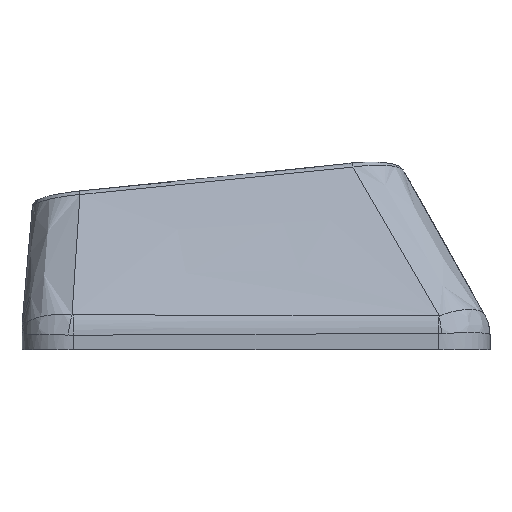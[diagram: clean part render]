
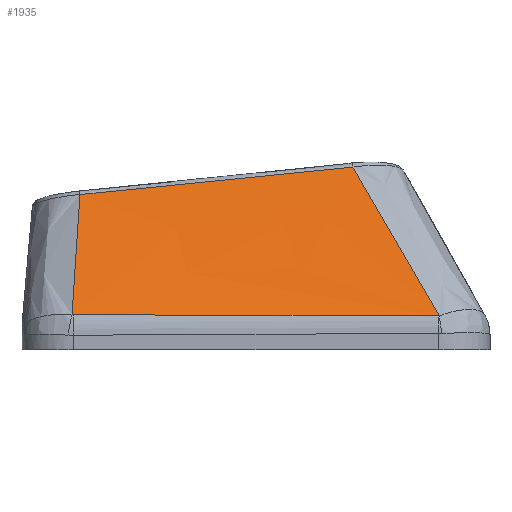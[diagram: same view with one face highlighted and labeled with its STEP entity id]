
A CAD part, left-side view. The second image highlights one B-rep face of the part: STEP entity #1935.
In plain terms, the highlighted free-form (B-spline) face has degree [3, 3] with [4, 4] control points.
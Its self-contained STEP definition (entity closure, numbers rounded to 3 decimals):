
#356=FACE_OUTER_BOUND('',#460,.T.);
#460=EDGE_LOOP('',(#1777,#1778,#1779,#1780,#1781,#1782));
#577=B_SPLINE_CURVE_WITH_KNOTS('',3,(#3950,#3951,#3952,#3953),
 .UNSPECIFIED.,.F.,.F.,(4,4),(0.,0.005),.UNSPECIFIED.);
#579=B_SPLINE_CURVE_WITH_KNOTS('',3,(#3977,#3978,#3979,#3980),
 .UNSPECIFIED.,.F.,.F.,(4,4),(0.,1.416),.UNSPECIFIED.);
#581=B_SPLINE_CURVE_WITH_KNOTS('',3,(#4004,#4005,#4006,#4007),
 .UNSPECIFIED.,.F.,.F.,(4,4),(0.,0.003),.UNSPECIFIED.);
#616=B_SPLINE_CURVE_WITH_KNOTS('',3,(#4779,#4780,#4781,#4782),
 .UNSPECIFIED.,.F.,.F.,(4,4),(0.,1.065),.UNSPECIFIED.);
#618=B_SPLINE_CURVE_WITH_KNOTS('',3,(#4891,#4892,#4893,#4894),
 .UNSPECIFIED.,.F.,.F.,(4,4),(-0.57,-0.02),
 .UNSPECIFIED.);
#644=B_SPLINE_CURVE_WITH_KNOTS('',3,(#5386,#5387,#5388,#5389,#5390,#5391,
#5392,#5393,#5394,#5395,#5396,#5397,#5398,#5399,#5400,#5401,#5402,#5403,
#5404),.UNSPECIFIED.,.F.,.F.,(4,3,3,3,3,3,4),(0.026,0.174,
0.323,0.397,0.566,0.735,
0.755),.UNSPECIFIED.);
#763=VERTEX_POINT('',#3918);
#765=VERTEX_POINT('',#3948);
#767=VERTEX_POINT('',#3975);
#769=VERTEX_POINT('',#4002);
#848=VERTEX_POINT('',#4750);
#849=VERTEX_POINT('',#4777);
#996=EDGE_CURVE('',#765,#763,#577,.T.);
#999=EDGE_CURVE('',#767,#765,#579,.T.);
#1002=EDGE_CURVE('',#769,#767,#581,.T.);
#1126=EDGE_CURVE('',#848,#849,#616,.T.);
#1130=EDGE_CURVE('',#763,#848,#618,.T.);
#1176=EDGE_CURVE('',#849,#769,#644,.T.);
#1777=ORIENTED_EDGE('',*,*,#1002,.F.);
#1778=ORIENTED_EDGE('',*,*,#1176,.F.);
#1779=ORIENTED_EDGE('',*,*,#1126,.F.);
#1780=ORIENTED_EDGE('',*,*,#1130,.F.);
#1781=ORIENTED_EDGE('',*,*,#996,.F.);
#1782=ORIENTED_EDGE('',*,*,#999,.F.);
#1831=B_SPLINE_SURFACE_WITH_KNOTS('',3,3,((#5370,#5371,#5372,#5373),(#5374,
#5375,#5376,#5377),(#5378,#5379,#5380,#5381),(#5382,#5383,#5384,#5385)),
 .UNSPECIFIED.,.F.,.F.,.F.,(4,4),(4,4),(0.099,0.893),
(0.032,0.95),.UNSPECIFIED.);
#1935=ADVANCED_FACE('',(#356),#1831,.T.);
#3918=CARTESIAN_POINT('',(-11.231,7.14,0.369));
#3948=CARTESIAN_POINT('',(-11.234,7.085,0.364));
#3950=CARTESIAN_POINT('Ctrl Pts',(-11.234,7.085,0.364));
#3951=CARTESIAN_POINT('Ctrl Pts',(-11.234,7.103,0.364));
#3952=CARTESIAN_POINT('Ctrl Pts',(-11.233,7.122,0.366));
#3953=CARTESIAN_POINT('Ctrl Pts',(-11.231,7.14,0.369));
#3975=CARTESIAN_POINT('',(-11.299,-7.078,0.319));
#3977=CARTESIAN_POINT('Ctrl Pts',(-11.299,-7.078,0.319));
#3978=CARTESIAN_POINT('Ctrl Pts',(-11.283,-2.357,0.333));
#3979=CARTESIAN_POINT('Ctrl Pts',(-11.262,2.364,0.348));
#3980=CARTESIAN_POINT('Ctrl Pts',(-11.234,7.085,0.364));
#4002=CARTESIAN_POINT('',(-11.299,-7.11,0.321));
#4004=CARTESIAN_POINT('Ctrl Pts',(-11.299,-7.11,0.321));
#4005=CARTESIAN_POINT('Ctrl Pts',(-11.299,-7.099,0.32));
#4006=CARTESIAN_POINT('Ctrl Pts',(-11.3,-7.089,0.319));
#4007=CARTESIAN_POINT('Ctrl Pts',(-11.299,-7.078,0.319));
#4750=CARTESIAN_POINT('',(-8.343,6.832,5.027));
#4777=CARTESIAN_POINT('',(-8.346,-3.761,6.093));
#4779=CARTESIAN_POINT('Ctrl Pts',(-8.343,6.832,5.027));
#4780=CARTESIAN_POINT('Ctrl Pts',(-8.345,3.301,5.382));
#4781=CARTESIAN_POINT('Ctrl Pts',(-8.346,-0.23,5.737));
#4782=CARTESIAN_POINT('Ctrl Pts',(-8.346,-3.761,6.093));
#4891=CARTESIAN_POINT('Ctrl Pts',(-11.231,7.14,0.369));
#4892=CARTESIAN_POINT('Ctrl Pts',(-10.264,7.031,1.92));
#4893=CARTESIAN_POINT('Ctrl Pts',(-9.3,6.927,3.472));
#4894=CARTESIAN_POINT('Ctrl Pts',(-8.343,6.832,5.027));
#5370=CARTESIAN_POINT('Ctrl Pts',(-8.343,-4.134,6.138));
#5371=CARTESIAN_POINT('Ctrl Pts',(-9.328,-5.126,4.199));
#5372=CARTESIAN_POINT('Ctrl Pts',(-10.314,-6.119,2.259));
#5373=CARTESIAN_POINT('Ctrl Pts',(-11.3,-7.111,0.319));
#5374=CARTESIAN_POINT('Ctrl Pts',(-8.343,-0.376,
5.757));
#5375=CARTESIAN_POINT('Ctrl Pts',(-9.328,-1.038,3.938));
#5376=CARTESIAN_POINT('Ctrl Pts',(-10.314,-1.699,2.119));
#5377=CARTESIAN_POINT('Ctrl Pts',(-11.3,-2.361,0.299));
#5378=CARTESIAN_POINT('Ctrl Pts',(-8.343,3.381,5.377));
#5379=CARTESIAN_POINT('Ctrl Pts',(-9.328,3.051,3.678));
#5380=CARTESIAN_POINT('Ctrl Pts',(-10.314,2.72,1.979));
#5381=CARTESIAN_POINT('Ctrl Pts',(-11.3,2.389,0.28));
#5382=CARTESIAN_POINT('Ctrl Pts',(-8.343,7.139,4.996));
#5383=CARTESIAN_POINT('Ctrl Pts',(-9.328,7.139,3.417));
#5384=CARTESIAN_POINT('Ctrl Pts',(-10.314,7.139,1.839));
#5385=CARTESIAN_POINT('Ctrl Pts',(-11.3,7.14,0.26));
#5386=CARTESIAN_POINT('Ctrl Pts',(-8.346,-3.761,6.093));
#5387=CARTESIAN_POINT('Ctrl Pts',(-8.547,-3.989,5.704));
#5388=CARTESIAN_POINT('Ctrl Pts',(-8.748,-4.216,5.314));
#5389=CARTESIAN_POINT('Ctrl Pts',(-8.948,-4.443,4.924));
#5390=CARTESIAN_POINT('Ctrl Pts',(-9.149,-4.671,4.533));
#5391=CARTESIAN_POINT('Ctrl Pts',(-9.349,-4.898,4.141));
#5392=CARTESIAN_POINT('Ctrl Pts',(-9.55,-5.126,3.75));
#5393=CARTESIAN_POINT('Ctrl Pts',(-9.651,-5.24,3.553));
#5394=CARTESIAN_POINT('Ctrl Pts',(-9.752,-5.355,3.355));
#5395=CARTESIAN_POINT('Ctrl Pts',(-9.853,-5.469,3.158));
#5396=CARTESIAN_POINT('Ctrl Pts',(-10.08,-5.727,2.713));
#5397=CARTESIAN_POINT('Ctrl Pts',(-10.308,-5.985,2.267));
#5398=CARTESIAN_POINT('Ctrl Pts',(-10.535,-6.243,1.822));
#5399=CARTESIAN_POINT('Ctrl Pts',(-10.762,-6.501,1.375));
#5400=CARTESIAN_POINT('Ctrl Pts',(-10.99,-6.759,0.929));
#5401=CARTESIAN_POINT('Ctrl Pts',(-11.217,-7.017,0.482));
#5402=CARTESIAN_POINT('Ctrl Pts',(-11.244,-7.048,0.428));
#5403=CARTESIAN_POINT('Ctrl Pts',(-11.271,-7.079,0.375));
#5404=CARTESIAN_POINT('Ctrl Pts',(-11.299,-7.11,0.321));
